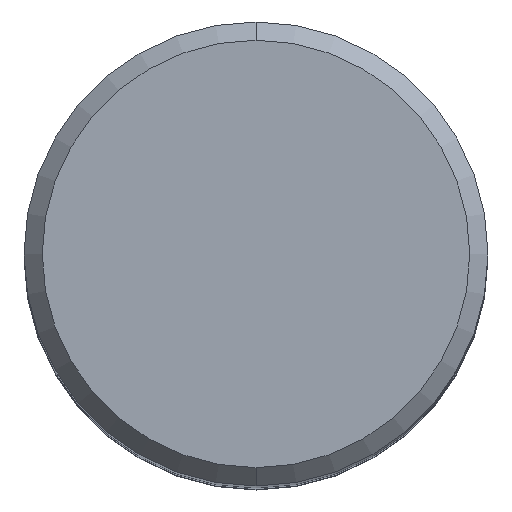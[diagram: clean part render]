
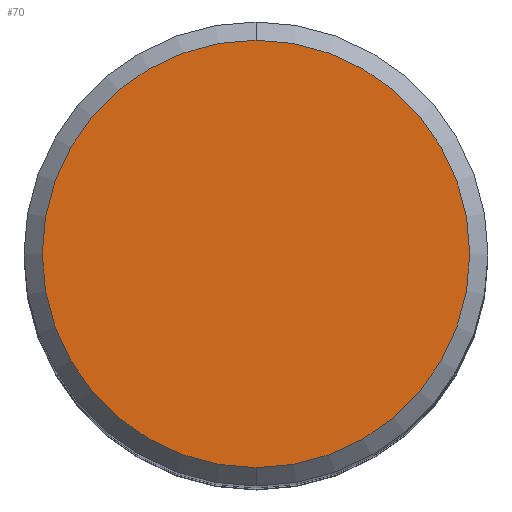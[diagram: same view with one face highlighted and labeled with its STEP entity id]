
A CAD part, top view. The second image highlights one B-rep face of the part: STEP entity #70.
In plain terms, the highlighted planar face has unit normal (0, 0, 1).
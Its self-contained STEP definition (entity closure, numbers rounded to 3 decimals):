
#53=PLANE('',#512);
#70=ADVANCED_FACE('',(#97),#53,.T.);
#97=FACE_OUTER_BOUND('',#122,.T.);
#122=EDGE_LOOP('',(#158,#159));
#158=ORIENTED_EDGE('',*,*,#267,.F.);
#159=ORIENTED_EDGE('',*,*,#268,.F.);
#239=VERTEX_POINT('',#909);
#240=VERTEX_POINT('',#910);
#267=EDGE_CURVE('',#239,#240,#320,.T.);
#268=EDGE_CURVE('',#240,#239,#321,.T.);
#320=CIRCLE('',#510,11.7);
#321=CIRCLE('',#511,11.7);
#510=AXIS2_PLACEMENT_3D('',#908,#601,#602);
#511=AXIS2_PLACEMENT_3D('',#911,#603,#604);
#512=AXIS2_PLACEMENT_3D('',#912,#605,#606);
#601=DIRECTION('',(0.,0.,-1.));
#602=DIRECTION('',(0.,1.,0.));
#603=DIRECTION('',(0.,0.,-1.));
#604=DIRECTION('',(0.,-1.,0.));
#605=DIRECTION('',(0.,0.,1.));
#606=DIRECTION('',(0.,-1.,0.));
#908=CARTESIAN_POINT('',(0.,0.,0.));
#909=CARTESIAN_POINT('',(0.,11.7,0.));
#910=CARTESIAN_POINT('',(0.,-11.7,0.));
#911=CARTESIAN_POINT('',(0.,0.,0.));
#912=CARTESIAN_POINT('',(0.,0.,0.));
